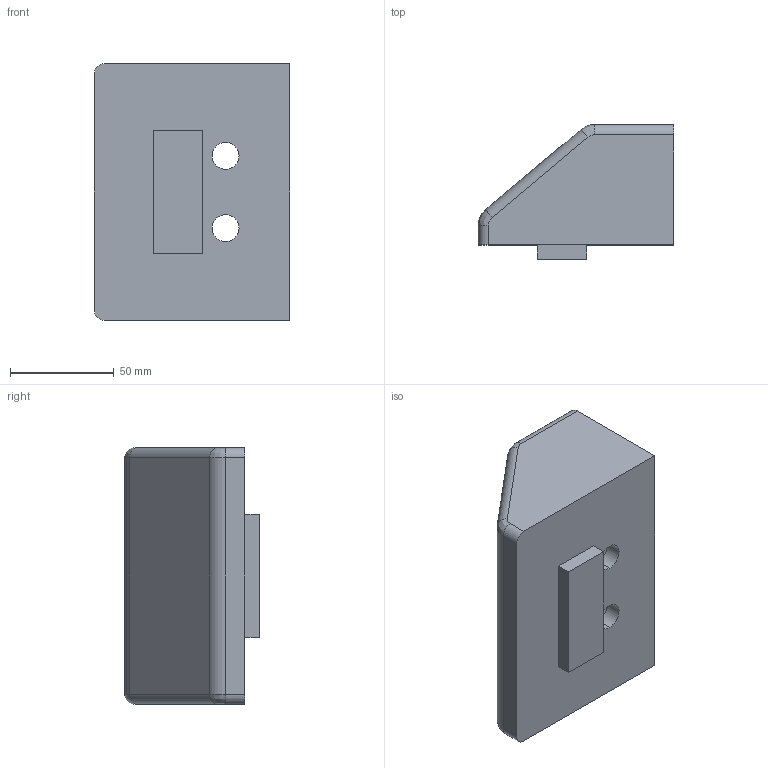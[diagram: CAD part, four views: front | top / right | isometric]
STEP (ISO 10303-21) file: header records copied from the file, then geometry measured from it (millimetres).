
FILE_DESCRIPTION (( 'STEP AP214' ), '1' );
FILE_NAME ('1701.170.stp', '2018-03-26T05:42:10', ( '' ), ( '' ), 'SwSTEP 2.0', 'SolidWorks 2016', '' );
FILE_SCHEMA (( 'AUTOMOTIVE_DESIGN' ));
Length unit declared in the file: millimetre
Products named in the file (1): 1701.170
Bounding box: 94.5 x 65 x 124 mm (x, y, z)
Volume: 513909.9 mm3; surface area: 49574.4 mm2
Topology: 1 solids, 1 shells, 34 faces, 85 edges, 54 vertices
Faces by surface type: cylinder 16, plane 14, bspline 4
Entity records: 1156 total; most frequent: CARTESIAN_POINT 299, DIRECTION 175, ORIENTED_EDGE 170, EDGE_CURVE 85, AXIS2_PLACEMENT_3D 65, VERTEX_POINT 54, LINE 45, VECTOR 45
